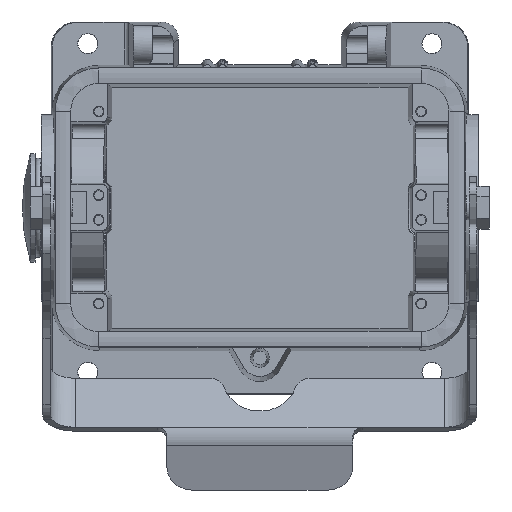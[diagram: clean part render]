
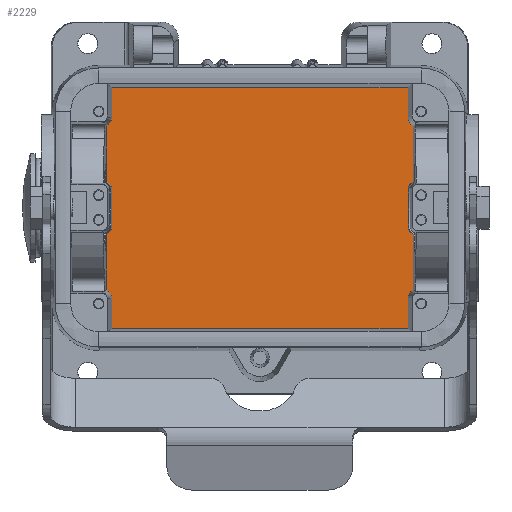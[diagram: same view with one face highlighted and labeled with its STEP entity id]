
A CAD part, top view. The second image highlights one B-rep face of the part: STEP entity #2229.
In plain terms, the highlighted planar face has unit normal (0, 0, 1).
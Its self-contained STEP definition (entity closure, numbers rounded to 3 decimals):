
#2229=ADVANCED_FACE('',(#3008),#2654,.T.);
#2654=PLANE('',#11842);
#3008=FACE_OUTER_BOUND('',#3539,.T.);
#3539=EDGE_LOOP('',(#5001,#5002,#5003,#5004,#5005,#5006,#5007,#5008,#5009,
#5010,#5011,#5012,#5013,#5014,#5015,#5016,#5017,#5018,#5019,#5020));
#5001=ORIENTED_EDGE('',*,*,#7741,.T.);
#5002=ORIENTED_EDGE('',*,*,#7733,.T.);
#5003=ORIENTED_EDGE('',*,*,#7953,.T.);
#5004=ORIENTED_EDGE('',*,*,#7954,.T.);
#5005=ORIENTED_EDGE('',*,*,#7859,.T.);
#5006=ORIENTED_EDGE('',*,*,#7955,.T.);
#5007=ORIENTED_EDGE('',*,*,#7956,.F.);
#5008=ORIENTED_EDGE('',*,*,#7957,.F.);
#5009=ORIENTED_EDGE('',*,*,#7958,.T.);
#5010=ORIENTED_EDGE('',*,*,#7773,.T.);
#5011=ORIENTED_EDGE('',*,*,#7770,.T.);
#5012=ORIENTED_EDGE('',*,*,#7750,.F.);
#5013=ORIENTED_EDGE('',*,*,#7758,.F.);
#5014=ORIENTED_EDGE('',*,*,#7783,.T.);
#5015=ORIENTED_EDGE('',*,*,#7959,.F.);
#5016=ORIENTED_EDGE('',*,*,#7960,.T.);
#5017=ORIENTED_EDGE('',*,*,#7961,.F.);
#5018=ORIENTED_EDGE('',*,*,#7962,.F.);
#5019=ORIENTED_EDGE('',*,*,#7863,.F.);
#5020=ORIENTED_EDGE('',*,*,#7963,.T.);
#6817=VERTEX_POINT('',#16283);
#6818=VERTEX_POINT('',#16285);
#6825=VERTEX_POINT('',#16315);
#6831=VERTEX_POINT('',#16335);
#6832=VERTEX_POINT('',#16337);
#6838=VERTEX_POINT('',#16360);
#6848=VERTEX_POINT('',#16413);
#6849=VERTEX_POINT('',#16421);
#6856=VERTEX_POINT('',#16444);
#6917=VERTEX_POINT('',#16595);
#6918=VERTEX_POINT('',#16597);
#6919=VERTEX_POINT('',#16604);
#6920=VERTEX_POINT('',#16609);
#6963=VERTEX_POINT('',#16963);
#6964=VERTEX_POINT('',#16966);
#6965=VERTEX_POINT('',#16968);
#6966=VERTEX_POINT('',#16970);
#6967=VERTEX_POINT('',#16973);
#6968=VERTEX_POINT('',#16975);
#6969=VERTEX_POINT('',#16977);
#7733=EDGE_CURVE('',#6818,#6817,#9564,.T.);
#7741=EDGE_CURVE('',#6825,#6818,#8771,.T.);
#7750=EDGE_CURVE('',#6831,#6832,#9570,.T.);
#7758=EDGE_CURVE('',#6838,#6831,#8776,.T.);
#7770=EDGE_CURVE('',#6848,#6832,#8779,.T.);
#7773=EDGE_CURVE('',#6849,#6848,#9577,.T.);
#7783=EDGE_CURVE('',#6838,#6856,#9580,.T.);
#7859=EDGE_CURVE('',#6918,#6917,#8790,.T.);
#7863=EDGE_CURVE('',#6920,#6919,#8791,.T.);
#7953=EDGE_CURVE('',#6817,#6963,#8814,.T.);
#7954=EDGE_CURVE('',#6963,#6918,#9687,.T.);
#7955=EDGE_CURVE('',#6917,#6964,#9688,.T.);
#7956=EDGE_CURVE('',#6965,#6964,#9689,.T.);
#7957=EDGE_CURVE('',#6966,#6965,#9690,.T.);
#7958=EDGE_CURVE('',#6966,#6849,#8815,.T.);
#7959=EDGE_CURVE('',#6967,#6856,#8816,.T.);
#7960=EDGE_CURVE('',#6967,#6968,#9691,.T.);
#7961=EDGE_CURVE('',#6969,#6968,#9692,.T.);
#7962=EDGE_CURVE('',#6919,#6969,#9693,.T.);
#7963=EDGE_CURVE('',#6920,#6825,#9694,.T.);
#8771=CIRCLE('',#11718,2.93);
#8776=CIRCLE('',#11730,2.93);
#8779=CIRCLE('',#11736,2.93);
#8790=CIRCLE('',#11775,2.93);
#8791=CIRCLE('',#11777,2.93);
#8814=CIRCLE('',#11839,2.93);
#8815=CIRCLE('',#11840,2.93);
#8816=CIRCLE('',#11841,2.93);
#9564=LINE('',#16284,#10446);
#9570=LINE('',#16336,#10452);
#9577=LINE('',#16420,#10459);
#9580=LINE('',#16445,#10462);
#9687=LINE('',#16964,#10569);
#9688=LINE('',#16965,#10570);
#9689=LINE('',#16967,#10571);
#9690=LINE('',#16969,#10572);
#9691=LINE('',#16974,#10573);
#9692=LINE('',#16976,#10574);
#9693=LINE('',#16978,#10575);
#9694=LINE('',#16979,#10576);
#10446=VECTOR('',#13192,1.);
#10452=VECTOR('',#13222,1.);
#10459=VECTOR('',#13253,1.);
#10462=VECTOR('',#13268,1.);
#10569=VECTOR('',#13565,1.);
#10570=VECTOR('',#13566,1.);
#10571=VECTOR('',#13567,1.);
#10572=VECTOR('',#13568,1.);
#10573=VECTOR('',#13573,1.);
#10574=VECTOR('',#13574,1.);
#10575=VECTOR('',#13575,1.);
#10576=VECTOR('',#13576,1.);
#11718=AXIS2_PLACEMENT_3D('',#16314,#13202,#13203);
#11730=AXIS2_PLACEMENT_3D('',#16361,#13233,#13234);
#11736=AXIS2_PLACEMENT_3D('',#16412,#13247,#13248);
#11775=AXIS2_PLACEMENT_3D('',#16596,#13388,#13389);
#11777=AXIS2_PLACEMENT_3D('',#16610,#13393,#13394);
#11839=AXIS2_PLACEMENT_3D('',#16962,#13563,#13564);
#11840=AXIS2_PLACEMENT_3D('',#16971,#13569,#13570);
#11841=AXIS2_PLACEMENT_3D('',#16972,#13571,#13572);
#11842=AXIS2_PLACEMENT_3D('',#16980,#13577,#13578);
#13192=DIRECTION('',(0.,-1.,0.));
#13202=DIRECTION('',(0.,0.,-1.));
#13203=DIRECTION('',(1.,0.,0.));
#13222=DIRECTION('',(0.,-1.,0.));
#13233=DIRECTION('',(0.,0.,1.));
#13234=DIRECTION('',(1.,0.,0.));
#13247=DIRECTION('',(0.,0.,-1.));
#13248=DIRECTION('',(1.,0.,0.));
#13253=DIRECTION('',(0.,1.,0.));
#13268=DIRECTION('',(0.,1.,0.));
#13388=DIRECTION('',(0.,0.,-1.));
#13389=DIRECTION('',(1.,0.,0.));
#13393=DIRECTION('',(0.,0.,1.));
#13394=DIRECTION('',(1.,0.,0.));
#13563=DIRECTION('',(0.,0.,-1.));
#13564=DIRECTION('',(1.,0.,0.));
#13565=DIRECTION('',(0.,-1.,0.));
#13566=DIRECTION('',(0.,-1.,0.));
#13567=DIRECTION('',(-1.,0.,0.));
#13568=DIRECTION('',(0.,-1.,0.));
#13569=DIRECTION('',(0.,0.,-1.));
#13570=DIRECTION('',(1.,0.,0.));
#13571=DIRECTION('',(0.,0.,1.));
#13572=DIRECTION('',(1.,0.,0.));
#13573=DIRECTION('',(0.,1.,0.));
#13574=DIRECTION('',(1.,0.,0.));
#13575=DIRECTION('',(0.,1.,0.));
#13576=DIRECTION('',(0.,-1.,0.));
#13577=DIRECTION('',(0.,0.,1.));
#13578=DIRECTION('',(1.,0.,0.));
#16283=CARTESIAN_POINT('',(-47.795,-5.9,-81.9));
#16284=CARTESIAN_POINT('',(-47.795,0.,-81.9));
#16285=CARTESIAN_POINT('',(-47.795,5.9,-81.9));
#16314=CARTESIAN_POINT('',(-50.725,5.9,-81.9));
#16315=CARTESIAN_POINT('',(-49.496,8.559,-81.9));
#16335=CARTESIAN_POINT('',(47.795,5.9,-81.9));
#16336=CARTESIAN_POINT('',(47.795,0.,-81.9));
#16337=CARTESIAN_POINT('',(47.795,-5.9,-81.9));
#16360=CARTESIAN_POINT('',(49.496,8.559,-81.9));
#16361=CARTESIAN_POINT('',(50.725,5.9,-81.9));
#16412=CARTESIAN_POINT('',(50.725,-5.9,-81.9));
#16413=CARTESIAN_POINT('',(49.496,-8.559,-81.9));
#16420=CARTESIAN_POINT('',(49.496,0.,-81.9));
#16421=CARTESIAN_POINT('',(49.496,-26.541,-81.9));
#16444=CARTESIAN_POINT('',(49.496,26.541,-81.9));
#16445=CARTESIAN_POINT('',(49.496,0.,-81.9));
#16595=CARTESIAN_POINT('',(-47.795,-29.2,-81.9));
#16596=CARTESIAN_POINT('',(-50.725,-29.2,-81.9));
#16597=CARTESIAN_POINT('',(-49.496,-26.541,-81.9));
#16604=CARTESIAN_POINT('',(-47.795,29.2,-81.9));
#16609=CARTESIAN_POINT('',(-49.496,26.541,-81.9));
#16610=CARTESIAN_POINT('',(-50.725,29.2,-81.9));
#16962=CARTESIAN_POINT('',(-50.725,-5.9,-81.9));
#16963=CARTESIAN_POINT('',(-49.496,-8.559,-81.9));
#16964=CARTESIAN_POINT('',(-49.496,0.,-81.9));
#16965=CARTESIAN_POINT('',(-47.795,-34.75,-81.9));
#16966=CARTESIAN_POINT('',(-47.795,-38.871,-81.9));
#16967=CARTESIAN_POINT('',(0.,-38.871,-81.9));
#16968=CARTESIAN_POINT('',(47.795,-38.871,-81.9));
#16969=CARTESIAN_POINT('',(47.795,0.,-81.9));
#16970=CARTESIAN_POINT('',(47.795,-29.2,-81.9));
#16971=CARTESIAN_POINT('',(50.725,-29.2,-81.9));
#16972=CARTESIAN_POINT('',(50.725,29.2,-81.9));
#16973=CARTESIAN_POINT('',(47.795,29.2,-81.9));
#16974=CARTESIAN_POINT('',(47.795,34.75,-81.9));
#16975=CARTESIAN_POINT('',(47.795,38.871,-81.9));
#16976=CARTESIAN_POINT('',(0.,38.871,-81.9));
#16977=CARTESIAN_POINT('',(-47.795,38.871,-81.9));
#16978=CARTESIAN_POINT('',(-47.795,0.,-81.9));
#16979=CARTESIAN_POINT('',(-49.496,0.,-81.9));
#16980=CARTESIAN_POINT('',(0.,0.,-81.9));
